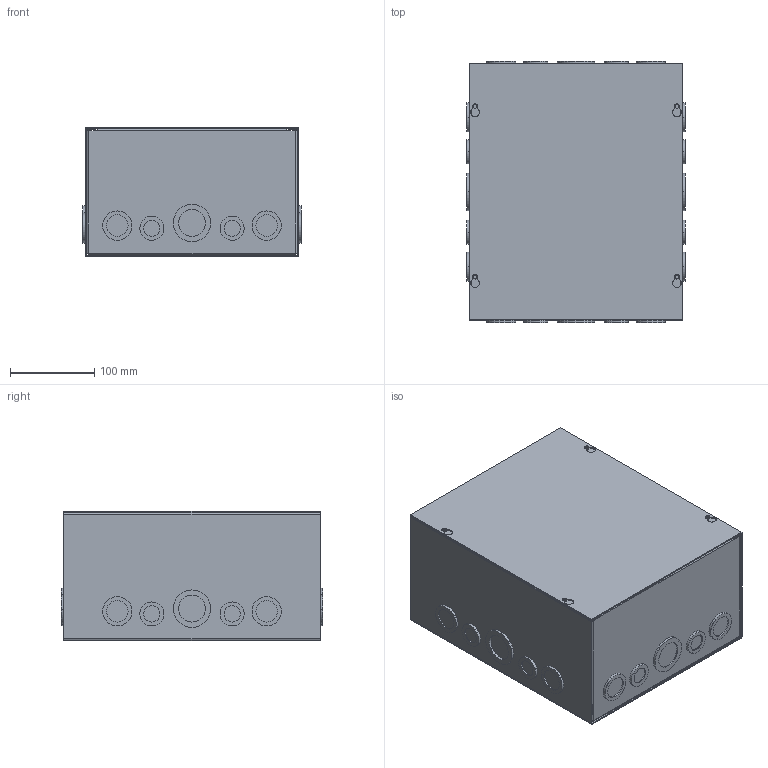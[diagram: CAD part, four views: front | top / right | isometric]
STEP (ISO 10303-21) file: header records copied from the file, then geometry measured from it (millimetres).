
FILE_DESCRIPTION (( 'STEP AP203' ), '1' );
FILE_NAME ('CSKO12106_Default.step', '2019-11-13T16:13:29', ( '' ), ( '' ), 'SwSTEP 2.0', 'SolidWorks 2019', '' );
FILE_SCHEMA (( 'CONFIG_CONTROL_DESIGN' ));
Length unit declared in the file: inch
Products named in the file (1): CSKO12106_Default
Bounding box: 259.94 x 310.74 x 153.85 mm (x, y, z)
Volume: 515801.9 mm3; surface area: 719843.2 mm2
Topology: 4 solids, 4 shells, 445 faces, 1022 edges, 670 vertices
Faces by surface type: cylinder 232, plane 205, bspline 4, cone 4
Entity records: 13105 total; most frequent: CARTESIAN_POINT 2406, DIRECTION 2380, ORIENTED_EDGE 2044, EDGE_CURVE 1022, AXIS2_PLACEMENT_3D 920, VERTEX_POINT 670, EDGE_LOOP 564, LINE 540
